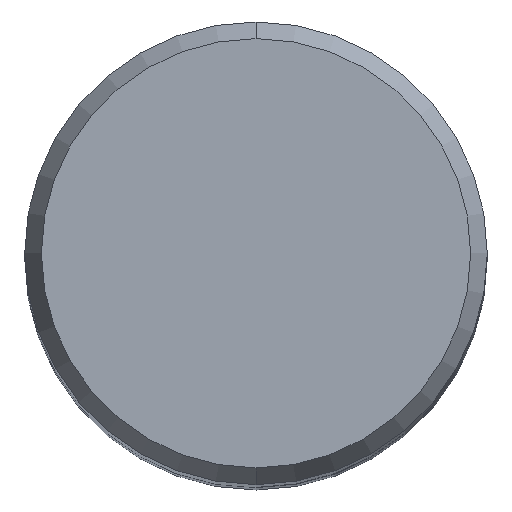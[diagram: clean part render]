
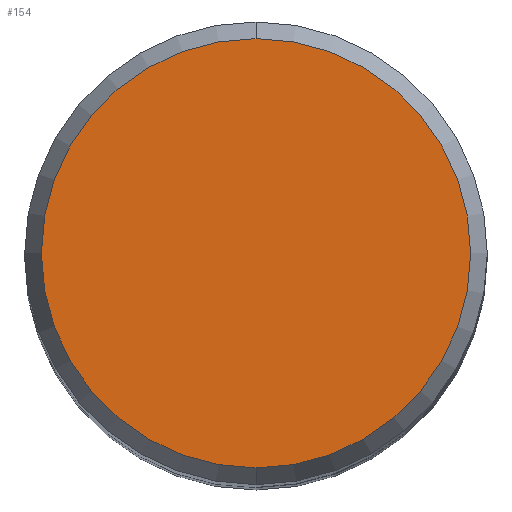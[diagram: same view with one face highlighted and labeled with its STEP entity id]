
A CAD part, top view. The second image highlights one B-rep face of the part: STEP entity #154.
In plain terms, the highlighted planar face has unit normal (0, 0, 1).
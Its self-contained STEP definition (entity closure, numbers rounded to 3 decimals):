
#96=VERTEX_POINT('',#235);
#102=VERTEX_POINT('',#241);
#124=EDGE_CURVE('',#96,#102,#265,.T.);
#154=ADVANCED_FACE('',(#298),#299,.T.);
#176=EDGE_CURVE('',#102,#96,#325,.T.);
#235=CARTESIAN_POINT('',(0.0,7.423,0.0));
#241=CARTESIAN_POINT('',(0.,-7.423,0.0));
#265=CIRCLE('',#420,7.423);
#298=FACE_OUTER_BOUND('',#464,.T.);
#299=PLANE('',#465);
#325=CIRCLE('',#496,7.423);
#420=AXIS2_PLACEMENT_3D('',#591,#592,#593);
#464=EDGE_LOOP('',(#632,#633));
#465=AXIS2_PLACEMENT_3D('',#634,#635,#636);
#496=AXIS2_PLACEMENT_3D('',#670,#671,#672);
#591=CARTESIAN_POINT('',(0.0,0.0,0.0));
#592=DIRECTION('',(0.0,0.0,-1.0));
#593=DIRECTION('',(0.0,1.0,0.0));
#632=ORIENTED_EDGE('',*,*,#124,.F.);
#633=ORIENTED_EDGE('',*,*,#176,.F.);
#634=CARTESIAN_POINT('',(0.0,3.711,0.0));
#635=DIRECTION('',(-0.0,0.0,1.0));
#636=DIRECTION('',(0.0,-1.0,0.0));
#670=CARTESIAN_POINT('',(0.0,0.0,0.0));
#671=DIRECTION('',(0.0,0.0,-1.0));
#672=DIRECTION('',(0.0,1.0,0.0));
